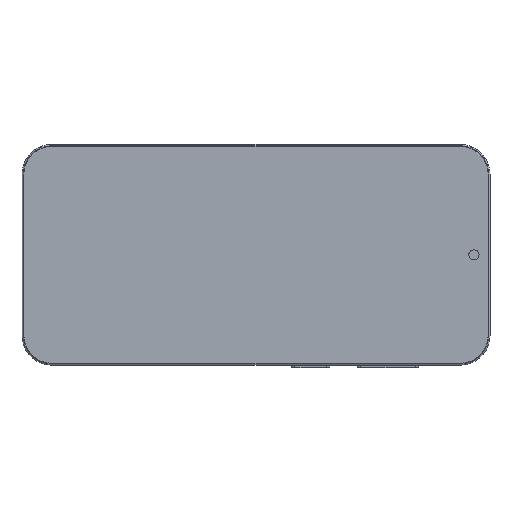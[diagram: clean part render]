
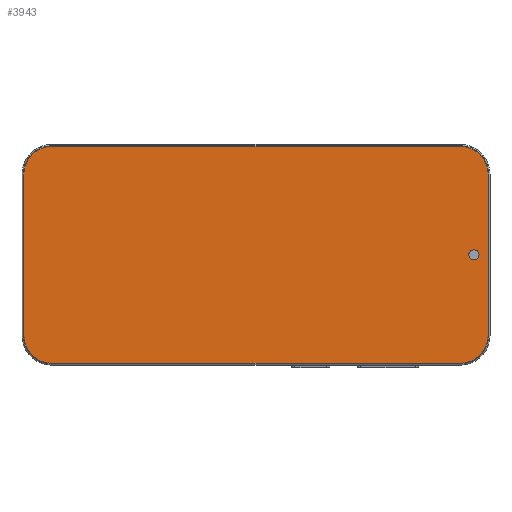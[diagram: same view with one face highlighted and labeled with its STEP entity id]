
A CAD part, top view. The second image highlights one B-rep face of the part: STEP entity #3943.
In plain terms, the highlighted planar face has unit normal (0, 0, 1).
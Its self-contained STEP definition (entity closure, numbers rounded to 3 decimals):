
#19 = ORIENTED_EDGE ( 'NONE', *, *, #3964, .T. ) ;
#39 = LINE ( 'NONE', #4149, #4050 ) ;
#103 = EDGE_LOOP ( 'NONE', ( #3202, #736 ) ) ;
#104 = PLANE ( 'NONE',  #1999 ) ;
#139 = VERTEX_POINT ( 'NONE', #666 ) ;
#175 = CARTESIAN_POINT ( 'NONE',  ( 111.25, -10.572, 8.4 ) ) ;
#326 = VERTEX_POINT ( 'NONE', #3493 ) ;
#333 = VERTEX_POINT ( 'NONE', #1813 ) ;
#489 = ORIENTED_EDGE ( 'NONE', *, *, #3311, .T. ) ;
#567 = DIRECTION ( 'NONE',  ( 1., 0., 0. ) ) ;
#666 = CARTESIAN_POINT ( 'NONE',  ( 112.95, -10.572, 8.4 ) ) ;
#736 = ORIENTED_EDGE ( 'NONE', *, *, #1144, .F. ) ;
#752 = EDGE_CURVE ( 'NONE', #139, #4049, #4054, .T. ) ;
#772 = DIRECTION ( 'NONE',  ( 0., 0., 1. ) ) ;
#781 = VECTOR ( 'NONE', #2658, 1000. ) ;
#796 = EDGE_CURVE ( 'NONE', #326, #333, #4123, .T. ) ;
#873 = EDGE_CURVE ( 'NONE', #2000, #4162, #2071, .T. ) ;
#883 = CARTESIAN_POINT ( 'NONE',  ( 106.65, -37.722, 8.4 ) ) ;
#930 = CARTESIAN_POINT ( 'NONE',  ( -30.95, -37.722, 8.4 ) ) ;
#1086 = CARTESIAN_POINT ( 'NONE',  ( 106.65, 25.95, 8.4 ) ) ;
#1144 = EDGE_CURVE ( 'NONE', #4049, #139, #3701, .T. ) ;
#1170 = DIRECTION ( 'NONE',  ( -1., 0., 0. ) ) ;
#1243 = CARTESIAN_POINT ( 'NONE',  ( -40.322, -37.722, 8.4 ) ) ;
#1258 = AXIS2_PLACEMENT_3D ( 'NONE', #175, #772, #2511 ) ;
#1291 = CARTESIAN_POINT ( 'NONE',  ( 116.021, -37.722, 8.4 ) ) ;
#1396 = CIRCLE ( 'NONE', #2128, 9.372 ) ;
#1446 = ORIENTED_EDGE ( 'NONE', *, *, #2410, .T. ) ;
#1513 = DIRECTION ( 'NONE',  ( 1., 0., 0. ) ) ;
#1532 = DIRECTION ( 'NONE',  ( 0., 0., 1. ) ) ;
#1566 = DIRECTION ( 'NONE',  ( 1., 0., 0. ) ) ;
#1605 = LINE ( 'NONE', #4295, #781 ) ;
#1609 = CARTESIAN_POINT ( 'NONE',  ( -30.95, 16.578, 8.4 ) ) ;
#1671 = DIRECTION ( 'NONE',  ( 0., 0., 1. ) ) ;
#1675 = EDGE_CURVE ( 'NONE', #4162, #2669, #1605, .T. ) ;
#1813 = CARTESIAN_POINT ( 'NONE',  ( -40.322, 16.578, 8.4 ) ) ;
#1822 = CARTESIAN_POINT ( 'NONE',  ( 111.25, -10.572, 8.4 ) ) ;
#1825 = DIRECTION ( 'NONE',  ( 0., 0., 1. ) ) ;
#1940 = EDGE_CURVE ( 'NONE', #2669, #3039, #4214, .T. ) ;
#1999 = AXIS2_PLACEMENT_3D ( 'NONE', #1609, #3185, #1566 ) ;
#2000 = VERTEX_POINT ( 'NONE', #2259 ) ;
#2015 = ORIENTED_EDGE ( 'NONE', *, *, #873, .T. ) ;
#2071 = CIRCLE ( 'NONE', #3272, 9.372 ) ;
#2128 = AXIS2_PLACEMENT_3D ( 'NONE', #930, #1671, #567 ) ;
#2177 = CARTESIAN_POINT ( 'NONE',  ( -30.95, 16.578, 8.4 ) ) ;
#2259 = CARTESIAN_POINT ( 'NONE',  ( 106.65, -47.093, 8.4 ) ) ;
#2291 = AXIS2_PLACEMENT_3D ( 'NONE', #3868, #1532, #1513 ) ;
#2299 = DIRECTION ( 'NONE',  ( 0., 0., 1. ) ) ;
#2410 = EDGE_CURVE ( 'NONE', #3039, #326, #3554, .T. ) ;
#2502 = LINE ( 'NONE', #3163, #3078 ) ;
#2511 = DIRECTION ( 'NONE',  ( 1., 0., 0. ) ) ;
#2658 = DIRECTION ( 'NONE',  ( 0., 1., 0. ) ) ;
#2663 = CARTESIAN_POINT ( 'NONE',  ( 116.021, 16.578, 8.4 ) ) ;
#2669 = VERTEX_POINT ( 'NONE', #2663 ) ;
#2670 = CARTESIAN_POINT ( 'NONE',  ( -30.95, -47.093, 8.4 ) ) ;
#2677 = EDGE_LOOP ( 'NONE', ( #3099, #2989, #489, #19, #2015, #2693, #3143, #1446 ) ) ;
#2693 = ORIENTED_EDGE ( 'NONE', *, *, #1675, .T. ) ;
#2844 = AXIS2_PLACEMENT_3D ( 'NONE', #2177, #1825, #3584 ) ;
#2921 = AXIS2_PLACEMENT_3D ( 'NONE', #1822, #4193, #3513 ) ;
#2989 = ORIENTED_EDGE ( 'NONE', *, *, #3427, .T. ) ;
#3039 = VERTEX_POINT ( 'NONE', #1086 ) ;
#3078 = VECTOR ( 'NONE', #3551, 1000. ) ;
#3099 = ORIENTED_EDGE ( 'NONE', *, *, #796, .T. ) ;
#3143 = ORIENTED_EDGE ( 'NONE', *, *, #1940, .T. ) ;
#3163 = CARTESIAN_POINT ( 'NONE',  ( -30.95, -47.093, 8.4 ) ) ;
#3185 = DIRECTION ( 'NONE',  ( 0., 0., 1. ) ) ;
#3202 = ORIENTED_EDGE ( 'NONE', *, *, #752, .F. ) ;
#3213 = CARTESIAN_POINT ( 'NONE',  ( 106.65, 25.95, 8.4 ) ) ;
#3272 = AXIS2_PLACEMENT_3D ( 'NONE', #883, #2299, #3296 ) ;
#3296 = DIRECTION ( 'NONE',  ( 1., 0., 0. ) ) ;
#3311 = EDGE_CURVE ( 'NONE', #4065, #3632, #1396, .T. ) ;
#3427 = EDGE_CURVE ( 'NONE', #333, #4065, #39, .T. ) ;
#3493 = CARTESIAN_POINT ( 'NONE',  ( -30.95, 25.95, 8.4 ) ) ;
#3513 = DIRECTION ( 'NONE',  ( 1., 0., 0. ) ) ;
#3551 = DIRECTION ( 'NONE',  ( 1., 0., 0. ) ) ;
#3554 = LINE ( 'NONE', #3213, #3849 ) ;
#3584 = DIRECTION ( 'NONE',  ( 1., 0., 0. ) ) ;
#3632 = VERTEX_POINT ( 'NONE', #2670 ) ;
#3649 = FACE_OUTER_BOUND ( 'NONE', #2677, .T. ) ;
#3701 = CIRCLE ( 'NONE', #2921, 1.7 ) ;
#3849 = VECTOR ( 'NONE', #1170, 1000. ) ;
#3868 = CARTESIAN_POINT ( 'NONE',  ( 106.65, 16.578, 8.4 ) ) ;
#3943 = ADVANCED_FACE ( 'NONE', ( #4297, #3649 ), #104, .T. ) ;
#3964 = EDGE_CURVE ( 'NONE', #3632, #2000, #2502, .T. ) ;
#4049 = VERTEX_POINT ( 'NONE', #4315 ) ;
#4050 = VECTOR ( 'NONE', #4170, 1000. ) ;
#4054 = CIRCLE ( 'NONE', #1258, 1.7 ) ;
#4065 = VERTEX_POINT ( 'NONE', #1243 ) ;
#4123 = CIRCLE ( 'NONE', #2844, 9.372 ) ;
#4149 = CARTESIAN_POINT ( 'NONE',  ( -40.322, 16.578, 8.4 ) ) ;
#4162 = VERTEX_POINT ( 'NONE', #1291 ) ;
#4170 = DIRECTION ( 'NONE',  ( 0., -1., 0. ) ) ;
#4193 = DIRECTION ( 'NONE',  ( 0., 0., 1. ) ) ;
#4214 = CIRCLE ( 'NONE', #2291, 9.372 ) ;
#4295 = CARTESIAN_POINT ( 'NONE',  ( 116.021, -37.722, 8.4 ) ) ;
#4297 = FACE_BOUND ( 'NONE', #103, .T. ) ;
#4315 = CARTESIAN_POINT ( 'NONE',  ( 109.55, -10.572, 8.4 ) ) ;
